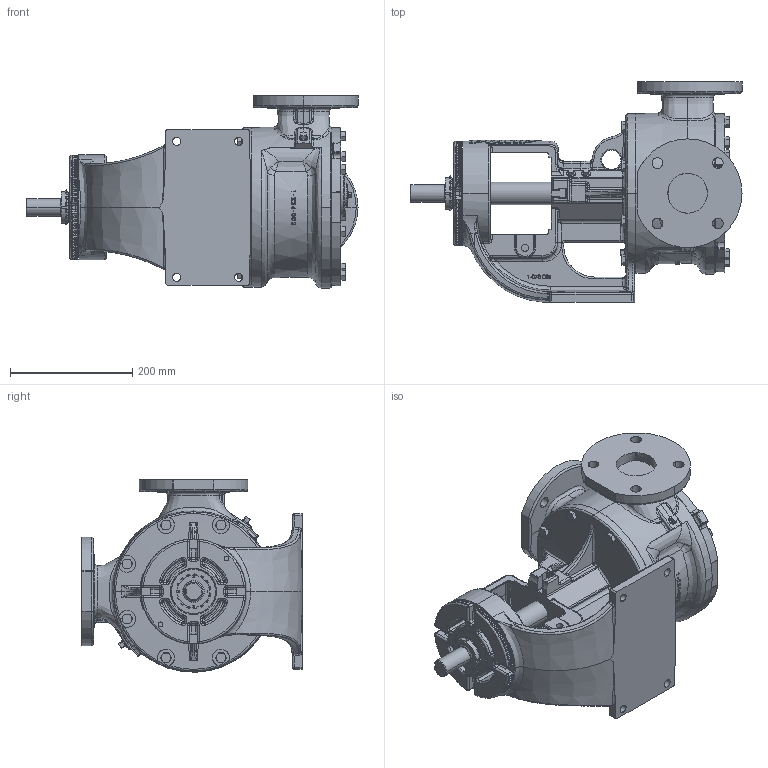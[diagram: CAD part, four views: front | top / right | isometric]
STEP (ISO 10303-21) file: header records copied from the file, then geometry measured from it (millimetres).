
FILE_DESCRIPTION (( 'STEP AP214' ), '1' );
FILE_NAME ('LQ123A.STEP', '2016-08-22T20:46:02', ( '' ), ( '' ), 'SwSTEP 2.0', 'SolidWorks 2015', '' );
FILE_SCHEMA (( 'AUTOMOTIVE_DESIGN' ));
Length unit declared in the file: inch
Products named in the file (1): LQ123A
Bounding box: 542.8 x 360.43 x 314.79 mm (x, y, z)
Volume: 13067717.6 mm3; surface area: 794008.8 mm2
Topology: 1 solids, 1 shells, 2895 faces, 7395 edges, 4489 vertices
Faces by surface type: plane 901, bspline 869, cone 619, cylinder 506
Entity records: 229029 total; most frequent: CARTESIAN_POINT 128751, ORIENTED_EDGE 14594, DIRECTION 11152, EDGE_CURVE 7297, VERTEX_POINT 4489, AXIS2_PLACEMENT_3D 4357, EDGE_LOOP 3018, UNCERTAINTY_MEASURE_WITH_UNIT 2898
